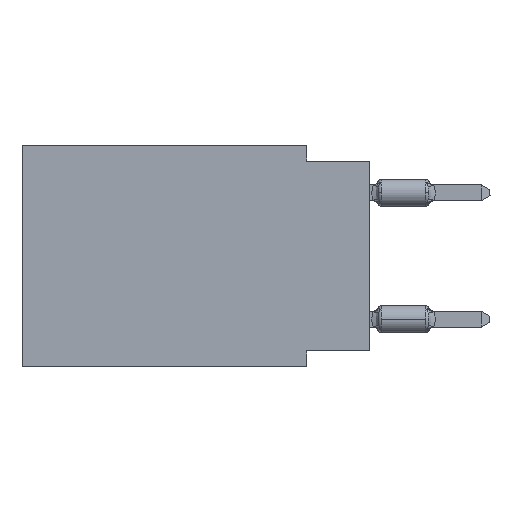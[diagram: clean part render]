
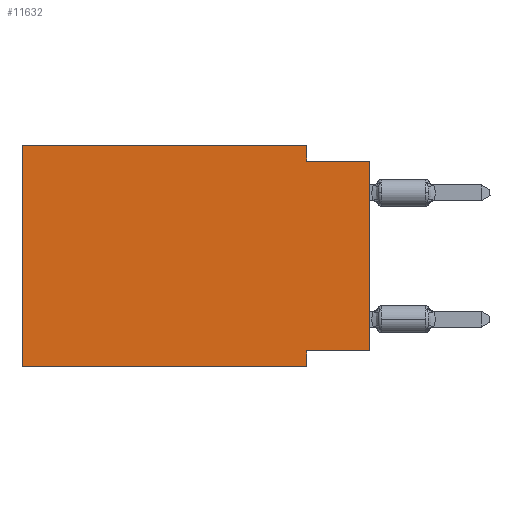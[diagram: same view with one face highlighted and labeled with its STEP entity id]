
A CAD part, left-side view. The second image highlights one B-rep face of the part: STEP entity #11632.
In plain terms, the highlighted planar face has unit normal (-1, 0, 0).
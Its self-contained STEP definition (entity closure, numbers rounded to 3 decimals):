
#121 = ORIENTED_EDGE ( 'NONE', *, *, #14491, .F. ) ;
#1402 = CARTESIAN_POINT ( 'NONE',  ( 0., 13.97, 0. ) ) ;
#1496 = CARTESIAN_POINT ( 'NONE',  ( 0., 2.54, -8.255 ) ) ;
#1860 = VECTOR ( 'NONE', #9418, 1000. ) ;
#2098 = CARTESIAN_POINT ( 'NONE',  ( 0., 13.97, -8.89 ) ) ;
#2631 = VERTEX_POINT ( 'NONE', #4856 ) ;
#2845 = LINE ( 'NONE', #8999, #4718 ) ;
#3233 = CARTESIAN_POINT ( 'NONE',  ( 0., 2.54, -0.635 ) ) ;
#3305 = VECTOR ( 'NONE', #6562, 1000. ) ;
#3620 = ORIENTED_EDGE ( 'NONE', *, *, #8091, .T. ) ;
#3886 = PLANE ( 'NONE',  #15140 ) ;
#4122 = EDGE_LOOP ( 'NONE', ( #3620, #18783, #121, #12639, #8005, #18622, #8476, #9315 ) ) ;
#4718 = VECTOR ( 'NONE', #10489, 1000. ) ;
#4727 = CARTESIAN_POINT ( 'NONE',  ( 0., 0., 0. ) ) ;
#4856 = CARTESIAN_POINT ( 'NONE',  ( 0., 2.54, 0. ) ) ;
#5034 = CARTESIAN_POINT ( 'NONE',  ( 0., 0., -8.255 ) ) ;
#5576 = DIRECTION ( 'NONE',  ( 1., 0., 0. ) ) ;
#5972 = CARTESIAN_POINT ( 'NONE',  ( 0., 2.54, -8.89 ) ) ;
#5997 = EDGE_CURVE ( 'NONE', #19188, #13931, #9260, .T. ) ;
#6227 = LINE ( 'NONE', #4727, #9396 ) ;
#6516 = DIRECTION ( 'NONE',  ( 0., 0., 1. ) ) ;
#6562 = DIRECTION ( 'NONE',  ( 0., -1., 0. ) ) ;
#7144 = LINE ( 'NONE', #13101, #16995 ) ;
#7594 = VERTEX_POINT ( 'NONE', #1496 ) ;
#8005 = ORIENTED_EDGE ( 'NONE', *, *, #10985, .F. ) ;
#8074 = CARTESIAN_POINT ( 'NONE',  ( 0., 13.97, -8.89 ) ) ;
#8091 = EDGE_CURVE ( 'NONE', #9097, #13037, #6227, .T. ) ;
#8374 = VERTEX_POINT ( 'NONE', #17820 ) ;
#8476 = ORIENTED_EDGE ( 'NONE', *, *, #8679, .F. ) ;
#8649 = CARTESIAN_POINT ( 'NONE',  ( 0., 0., -8.255 ) ) ;
#8679 = EDGE_CURVE ( 'NONE', #7594, #13931, #17991, .T. ) ;
#8999 = CARTESIAN_POINT ( 'NONE',  ( 0., 0., -0.635 ) ) ;
#9097 = VERTEX_POINT ( 'NONE', #8649 ) ;
#9260 = LINE ( 'NONE', #2098, #3305 ) ;
#9315 = ORIENTED_EDGE ( 'NONE', *, *, #15939, .F. ) ;
#9396 = VECTOR ( 'NONE', #6516, 1000. ) ;
#9418 = DIRECTION ( 'NONE',  ( 0., 0., -1. ) ) ;
#9758 = FACE_OUTER_BOUND ( 'NONE', #4122, .T. ) ;
#9856 = CARTESIAN_POINT ( 'NONE',  ( 0., 13.97, 0. ) ) ;
#10171 = CARTESIAN_POINT ( 'NONE',  ( 0., 2.54, -8.89 ) ) ;
#10489 = DIRECTION ( 'NONE',  ( 0., -1., 0. ) ) ;
#10575 = VECTOR ( 'NONE', #12891, 1000. ) ;
#10985 = EDGE_CURVE ( 'NONE', #19188, #8374, #7144, .T. ) ;
#11632 = ADVANCED_FACE ( 'NONE', ( #9758 ), #3886, .F. ) ;
#11643 = DIRECTION ( 'NONE',  ( 0., 0., -1. ) ) ;
#11644 = VECTOR ( 'NONE', #15021, 1000. ) ;
#12294 = LINE ( 'NONE', #18241, #1860 ) ;
#12639 = ORIENTED_EDGE ( 'NONE', *, *, #12909, .F. ) ;
#12649 = VERTEX_POINT ( 'NONE', #3233 ) ;
#12891 = DIRECTION ( 'NONE',  ( 0., 1., 0. ) ) ;
#12909 = EDGE_CURVE ( 'NONE', #8374, #2631, #17603, .T. ) ;
#13037 = VERTEX_POINT ( 'NONE', #16860 ) ;
#13101 = CARTESIAN_POINT ( 'NONE',  ( 0., 13.97, 0. ) ) ;
#13931 = VERTEX_POINT ( 'NONE', #5972 ) ;
#14491 = EDGE_CURVE ( 'NONE', #2631, #12649, #12294, .T. ) ;
#14833 = EDGE_CURVE ( 'NONE', #12649, #13037, #2845, .T. ) ;
#15021 = DIRECTION ( 'NONE',  ( 0., 0., -1. ) ) ;
#15140 = AXIS2_PLACEMENT_3D ( 'NONE', #9856, #5576, #11643 ) ;
#15939 = EDGE_CURVE ( 'NONE', #9097, #7594, #18642, .T. ) ;
#16457 = DIRECTION ( 'NONE',  ( 0., 0., 1. ) ) ;
#16860 = CARTESIAN_POINT ( 'NONE',  ( 0., 0., -0.635 ) ) ;
#16995 = VECTOR ( 'NONE', #16457, 1000. ) ;
#17603 = LINE ( 'NONE', #1402, #19576 ) ;
#17820 = CARTESIAN_POINT ( 'NONE',  ( 0., 13.97, 0. ) ) ;
#17991 = LINE ( 'NONE', #10171, #11644 ) ;
#18076 = DIRECTION ( 'NONE',  ( 0., -1., 0. ) ) ;
#18241 = CARTESIAN_POINT ( 'NONE',  ( 0., 2.54, 0. ) ) ;
#18622 = ORIENTED_EDGE ( 'NONE', *, *, #5997, .T. ) ;
#18642 = LINE ( 'NONE', #5034, #10575 ) ;
#18783 = ORIENTED_EDGE ( 'NONE', *, *, #14833, .F. ) ;
#19188 = VERTEX_POINT ( 'NONE', #8074 ) ;
#19576 = VECTOR ( 'NONE', #18076, 1000. ) ;
